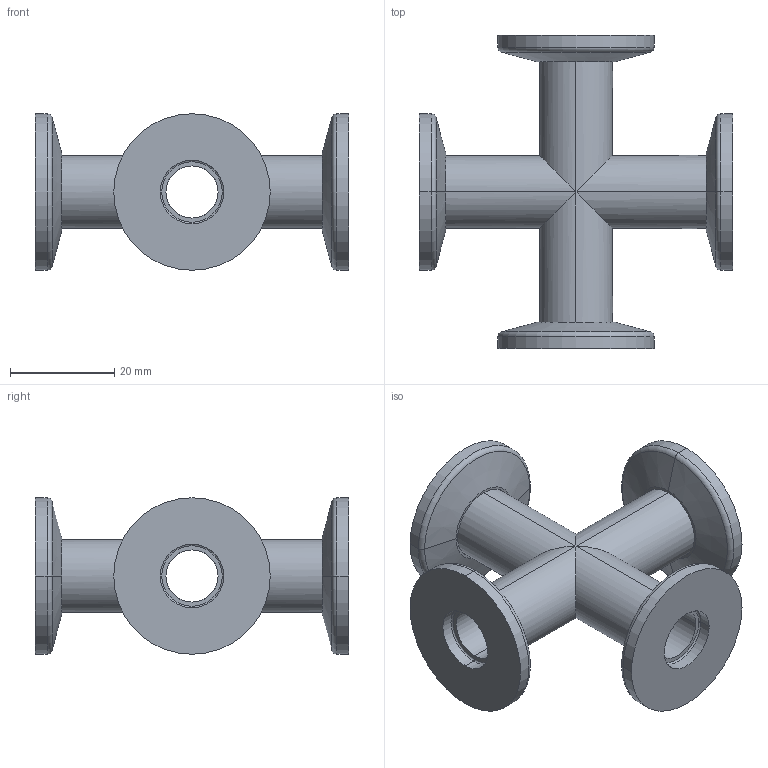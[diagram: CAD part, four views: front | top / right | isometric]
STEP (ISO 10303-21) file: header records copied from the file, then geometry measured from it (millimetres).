
FILE_DESCRIPTION (( 'STEP AP214' ), '1' );
FILE_NAME ('170RKS010.stp', '2017-06-07T12:56:52', ( '' ), ( '' ), 'SwSTEP 2.0', 'SolidWorks 2015', '' );
FILE_SCHEMA (( 'AUTOMOTIVE_DESIGN' ));
Length unit declared in the file: millimetre
Products named in the file (1): 170RKS010
Bounding box: 60 x 60 x 30 mm (x, y, z)
Volume: 16160.4 mm3; surface area: 13231 mm2
Topology: 1 solids, 1 shells, 80 faces, 162 edges, 94 vertices
Faces by surface type: cylinder 40, torus 16, plane 16, cone 8
Entity records: 3020 total; most frequent: DIRECTION 418, CARTESIAN_POINT 367, ORIENTED_EDGE 324, AXIS2_PLACEMENT_3D 185, EDGE_CURVE 162, CIRCLE 104, EDGE_LOOP 96, VERTEX_POINT 94
